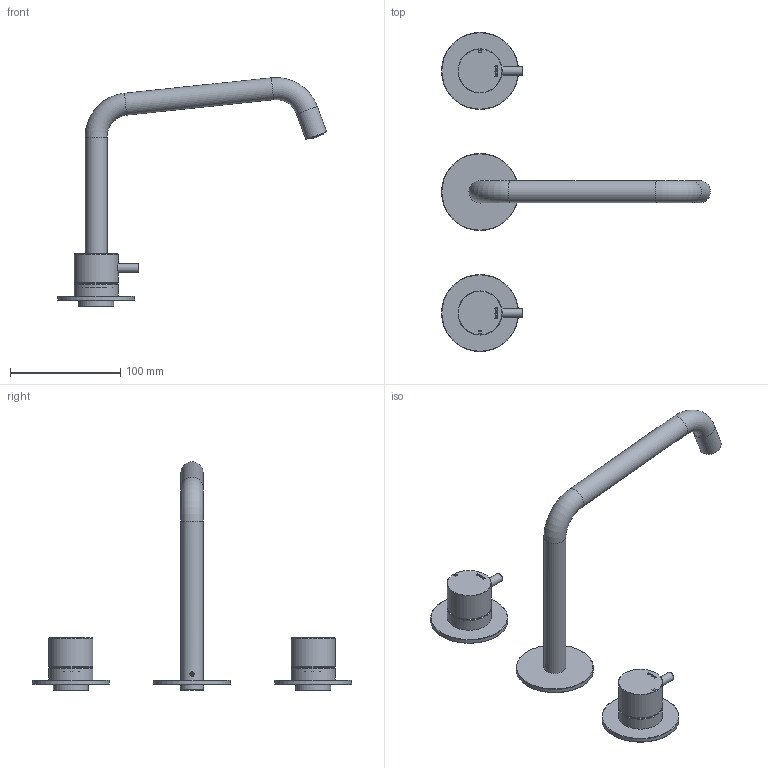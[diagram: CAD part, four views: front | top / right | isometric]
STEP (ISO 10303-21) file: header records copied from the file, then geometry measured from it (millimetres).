
FILE_DESCRIPTION(/* description */ ('Unknown'),/* implementation_level */ '2;1');
FILE_NAME(/* name */ 'AR033',/* time_stamp */ '2022-12-12T15:02:31+01:00',/* author */ ('Unknown'),/* organization */ ('Unknown'),/* preprocessor_version */ 'ST-DEVELOPER v16.7',/* originating_system */ 'DEX',/* authorisation */ $);
FILE_SCHEMA (('AUTOMOTIVE_DESIGN {1 0 10303 214 3 1 1}'));
Length unit declared in the file: millimetre
Products named in the file (14): AR033-00; AR023-001; AR023-03; AR004-08; AR023-04; AR033-03; CB003-002_oa_0; CB003-002-1; AR033-001_oa_1; AR033-02; AR077-08 - Dev; AR033-06; AR033-002_oa_2; AR033-04
Assembly tree (16 placements, depth 3):
  AR033-00
    AR023-001
      AR023-03
      AR004-08
    AR023-04
    AR033-03  x2
    CB003-002_oa_0
      CB003-002-1
    AR033-001_oa_1
      AR033-02
      AR077-08 - Dev
    AR033-06  x2
    AR033-002_oa_2
      AR033-04
      AR077-08 - Dev
Bounding box: 244.4 x 290 x 207.87 mm (x, y, z)
Volume: 138300.6 mm3; surface area: 101744.4 mm2
Topology: 12 solids, 12 shells, 422 faces, 1009 edges, 666 vertices
Faces by surface type: plane 244, cylinder 111, torus 31, cone 30, bspline 6
Full cylindrical faces by diameter (mm): 0.913 x2, 0.916 x2, 3.242 x1, 4 x1, 4.134 x2, 4.8 x2, 4.917 x2, 6 x2, 7.9 x2, 8.2 x2, 10 x2, 12.196 x1, 13.2 x2, 13.464 x1, 14.577 x1, 15 x3, 15.033 x1, 15.218 x1, 15.229 x1, 15.417 x2, 16 x1, 16.3 x1, 16.5 x2, 16.75 x1, 16.917 x1, 20 x5, 20.2 x1, 21 x1, 24.7 x2, 25.376 x2
Entity records: 13343 total; most frequent: CARTESIAN_POINT 2127, DIRECTION 1776, ORIENTED_EDGE 1524, EDGE_CURVE 762, AXIS2_PLACEMENT_3D 672, FACE_BOUND 569, EDGE_LOOP 568, VERTEX_POINT 565
